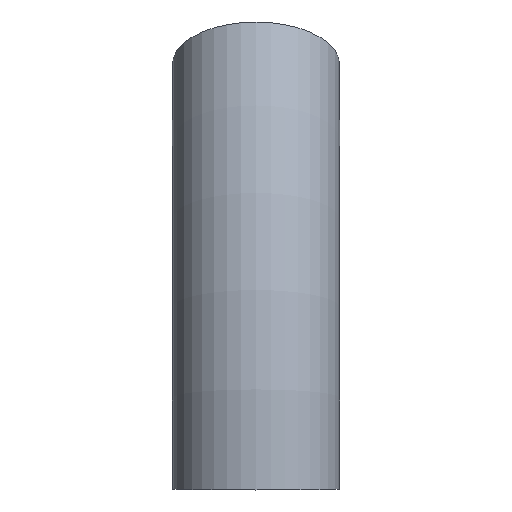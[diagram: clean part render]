
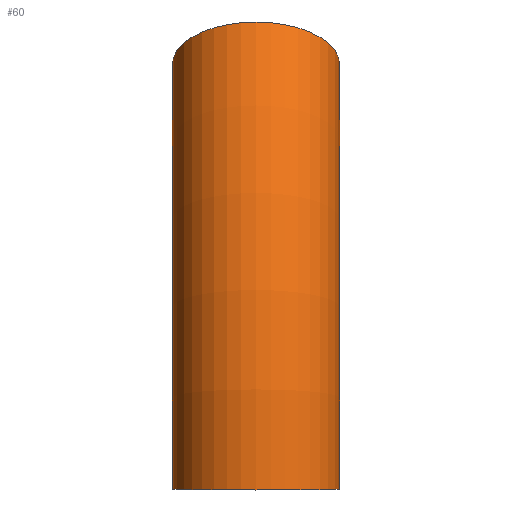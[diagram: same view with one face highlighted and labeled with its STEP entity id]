
A CAD part, left-side view. The second image highlights one B-rep face of the part: STEP entity #60.
In plain terms, the highlighted toroidal (fillet/blend) face has major radius 4064 mm and minor radius 412.75 mm.
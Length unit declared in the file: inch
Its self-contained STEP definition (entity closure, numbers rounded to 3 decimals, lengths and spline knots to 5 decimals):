
#15=TOROIDAL_SURFACE('',#76,160.,16.25);
#22=FACE_BOUND('',#34,.T.);
#26=FACE_OUTER_BOUND('',#33,.T.);
#33=EDGE_LOOP('',(#53));
#34=EDGE_LOOP('',(#54));
#35=CIRCLE('',#70,16.25);
#37=CIRCLE('',#73,16.25);
#39=VERTEX_POINT('',#97);
#41=VERTEX_POINT('',#102);
#43=EDGE_CURVE('',#39,#39,#35,.T.);
#45=EDGE_CURVE('',#41,#41,#37,.T.);
#53=ORIENTED_EDGE('',*,*,#45,.T.);
#54=ORIENTED_EDGE('',*,*,#43,.F.);
#60=ADVANCED_FACE('',(#26,#22),#15,.T.);
#70=AXIS2_PLACEMENT_3D('',#98,#81,#82);
#73=AXIS2_PLACEMENT_3D('',#103,#87,#88);
#76=AXIS2_PLACEMENT_3D('',#107,#93,#94);
#81=DIRECTION('center_axis',(0.508,0.,0.862));
#82=DIRECTION('ref_axis',(0.,-1.,0.));
#87=DIRECTION('center_axis',(-0.009,0.,1.));
#88=DIRECTION('ref_axis',(0.,1.,0.));
#93=DIRECTION('center_axis',(0.,1.,0.));
#94=DIRECTION('ref_axis',(0.,0.,1.));
#97=CARTESIAN_POINT('',(-137.86067,-16.25,81.20614));
#98=CARTESIAN_POINT('Origin',(-137.86067,0.,81.20614));
#102=CARTESIAN_POINT('',(-159.99391,-16.25,-1.39625));
#103=CARTESIAN_POINT('Origin',(-159.99391,0.,-1.39625));
#107=CARTESIAN_POINT('Origin',(0.,0.,0.));
